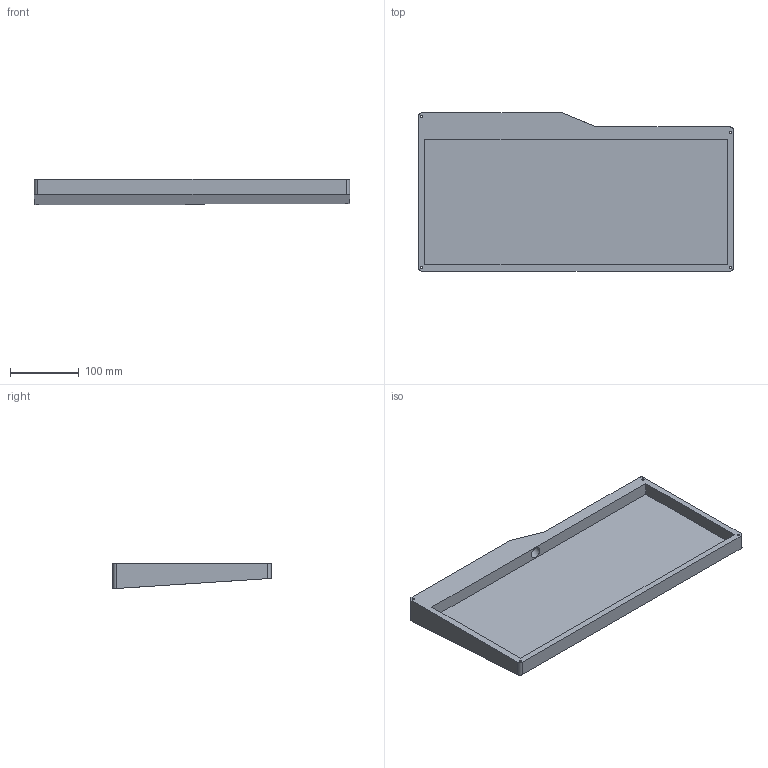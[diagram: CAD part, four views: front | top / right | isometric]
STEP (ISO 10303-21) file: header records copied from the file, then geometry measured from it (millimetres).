
FILE_DESCRIPTION(/* description */ (''),/* implementation_level */ '2;1');
FILE_NAME(/* name */ 'FreeBoard V2 Bottom.step',/* time_stamp */ '2025-07-12T21:59:30+01:00',/* author */ (''),/* organization */ (''),/* preprocessor_version */ 'ST-DEVELOPER v20.1',/* originating_system */ 'Autodesk Translation Framework v14.10.0.0',/* authorisation */ '');
FILE_SCHEMA (('AUTOMOTIVE_DESIGN { 1 0 10303 214 3 1 1 }'));
Length unit declared in the file: millimetre
Products named in the file (1): 2025-07-12-16-54-49-926
Bounding box: 458.54 x 230 x 37 mm (x, y, z)
Volume: 1414633.6 mm3; surface area: 267456.1 mm2
Topology: 1 solids, 1 shells, 38 faces, 81 edges, 54 vertices
Faces by surface type: plane 21, cylinder 17
Full cylindrical faces by diameter (mm): 3.4 x8, 5 x4, 16 x1
Entity records: 1099 total; most frequent: DIRECTION 193, CARTESIAN_POINT 174, ORIENTED_EDGE 162, EDGE_CURVE 81, AXIS2_PLACEMENT_3D 73, EDGE_LOOP 57, VERTEX_POINT 54, LINE 47
